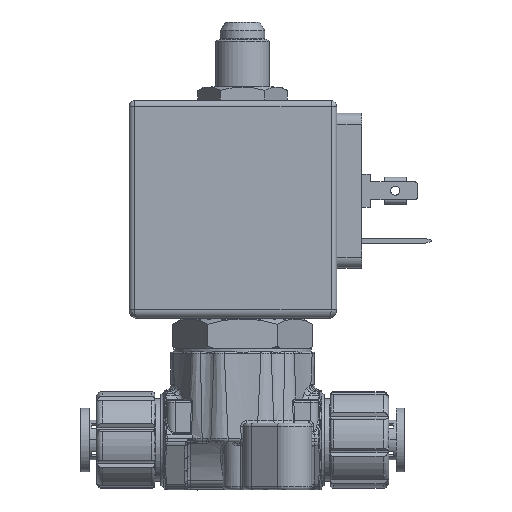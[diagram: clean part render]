
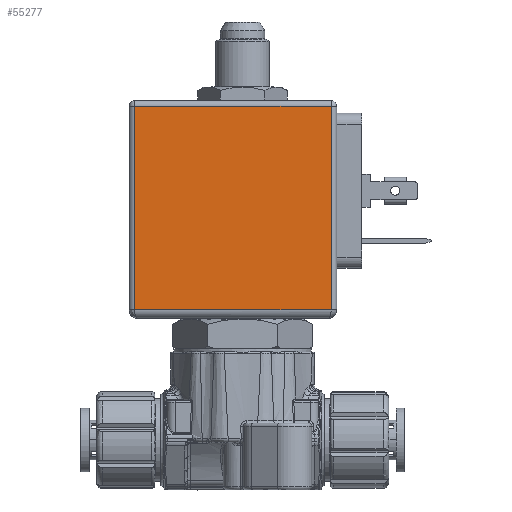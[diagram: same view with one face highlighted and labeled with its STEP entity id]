
A CAD part, top view. The second image highlights one B-rep face of the part: STEP entity #55277.
In plain terms, the highlighted face is planar.
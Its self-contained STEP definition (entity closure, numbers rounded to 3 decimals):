
#52698=DIRECTION('',(-1.,0.,0.));
#52699=VECTOR('',#52698,35.5);
#52700=CARTESIAN_POINT('',(19.5,-3.8,-15.));
#52701=LINE('',#52700,#52699);
#52705=DIRECTION('',(0.,-1.,0.));
#52706=VECTOR('',#52705,36.8);
#52707=CARTESIAN_POINT('',(19.5,33.,-15.));
#52708=LINE('',#52707,#52706);
#52712=DIRECTION('',(1.,0.,0.));
#52713=VECTOR('',#52712,35.5);
#52714=CARTESIAN_POINT('',(-16.,33.,-15.));
#52715=LINE('',#52714,#52713);
#52719=DIRECTION('',(0.,1.,0.));
#52720=VECTOR('',#52719,36.8);
#52721=CARTESIAN_POINT('',(-16.,-3.8,-15.));
#52722=LINE('',#52721,#52720);
#54320=CARTESIAN_POINT('',(-16.,33.,-15.));
#54321=CARTESIAN_POINT('',(19.5,33.,-15.));
#54322=VERTEX_POINT('',#54320);
#54323=VERTEX_POINT('',#54321);
#54348=CARTESIAN_POINT('',(19.5,-3.8,-15.));
#54349=CARTESIAN_POINT('',(-16.,-3.8,-15.));
#54350=VERTEX_POINT('',#54348);
#54351=VERTEX_POINT('',#54349);
#55266=CARTESIAN_POINT('',(1.75,14.35,-15.));
#55267=DIRECTION('',(0.,0.,1.));
#55268=DIRECTION('',(1.,0.,0.));
#55269=AXIS2_PLACEMENT_3D('',#55266,#55267,#55268);
#55270=PLANE('',#55269);
#55271=ORIENTED_EDGE('',*,*,#55258,.F.);
#55272=ORIENTED_EDGE('',*,*,#55172,.F.);
#55273=ORIENTED_EDGE('',*,*,#55111,.F.);
#55274=ORIENTED_EDGE('',*,*,#54708,.F.);
#55275=EDGE_LOOP('',(#55271,#55272,#55273,#55274));
#55276=FACE_OUTER_BOUND('',#55275,.F.);
#55277=ADVANCED_FACE('',(#55276),#55270,.F.);
#54708=EDGE_CURVE('',#54351,#54322,#52722,.T.);
#55111=EDGE_CURVE('',#54322,#54323,#52715,.T.);
#55172=EDGE_CURVE('',#54323,#54350,#52708,.T.);
#55258=EDGE_CURVE('',#54350,#54351,#52701,.T.);
